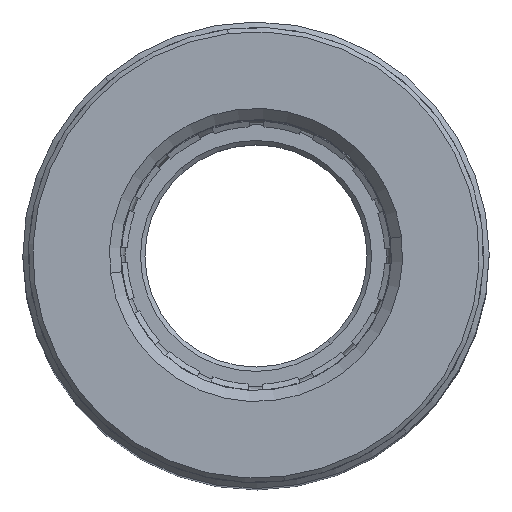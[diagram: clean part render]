
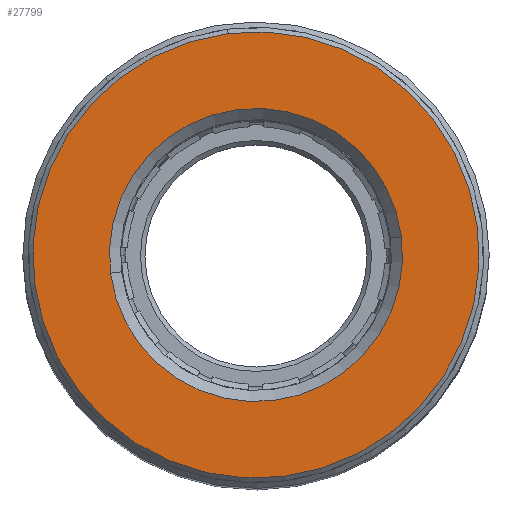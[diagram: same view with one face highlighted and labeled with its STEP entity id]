
A CAD part, top view. The second image highlights one B-rep face of the part: STEP entity #27799.
In plain terms, the highlighted planar face has unit normal (0, 0, 1).
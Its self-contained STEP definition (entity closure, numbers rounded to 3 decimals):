
#794 = EDGE_LOOP ( 'NONE', ( #40931, #33616 ) ) ;
#902 = DIRECTION ( 'NONE',  ( 0., 0., 1. ) ) ;
#3660 = AXIS2_PLACEMENT_3D ( 'NONE', #5755, #28422, #8974 ) ;
#5081 = CARTESIAN_POINT ( 'NONE',  ( 9.145, 11.832, 26.396 ) ) ;
#5692 = PLANE ( 'NONE',  #29334 ) ;
#5755 = CARTESIAN_POINT ( 'NONE',  ( 9.145, 11.832, 26.396 ) ) ;
#7963 = FACE_BOUND ( 'NONE', #40813, .T. ) ;
#8320 = DIRECTION ( 'NONE',  ( 0.124, -0.992, 0. ) ) ;
#8974 = DIRECTION ( 'NONE',  ( 0.992, 0.124, 0. ) ) ;
#9046 = DIRECTION ( 'NONE',  ( 0., 0., 1. ) ) ;
#9241 = CIRCLE ( 'NONE', #34132, 10.05 ) ;
#11873 = EDGE_CURVE ( 'NONE', #36092, #24163, #29488, .T. ) ;
#13821 = CARTESIAN_POINT ( 'NONE',  ( 9.145, 11.832, 26.396 ) ) ;
#16554 = FACE_OUTER_BOUND ( 'NONE', #794, .T. ) ;
#17068 = DIRECTION ( 'NONE',  ( 0.992, 0.124, 0. ) ) ;
#18106 = ORIENTED_EDGE ( 'NONE', *, *, #29649, .T. ) ;
#19481 = VERTEX_POINT ( 'NONE', #24301 ) ;
#20335 = CARTESIAN_POINT ( 'NONE',  ( 9.145, 11.832, 26.396 ) ) ;
#20585 = CARTESIAN_POINT ( 'NONE',  ( 2.596, 11.011, 26.396 ) ) ;
#22038 = VERTEX_POINT ( 'NONE', #40036 ) ;
#23612 = DIRECTION ( 'NONE',  ( 0.124, -0.992, 0. ) ) ;
#24163 = VERTEX_POINT ( 'NONE', #20585 ) ;
#24264 = CARTESIAN_POINT ( 'NONE',  ( 15.694, 12.652, 26.396 ) ) ;
#24301 = CARTESIAN_POINT ( 'NONE',  ( 10.395, 1.86, 26.396 ) ) ;
#24720 = ORIENTED_EDGE ( 'NONE', *, *, #11873, .T. ) ;
#27734 = DIRECTION ( 'NONE',  ( 0., 0., 1. ) ) ;
#27799 = ADVANCED_FACE ( 'NONE', ( #7963, #16554 ), #5692, .T. ) ;
#27977 = CIRCLE ( 'NONE', #3660, 6.6 ) ;
#28069 = CIRCLE ( 'NONE', #37600, 10.05 ) ;
#28422 = DIRECTION ( 'NONE',  ( 0., 0., -1. ) ) ;
#28505 = CARTESIAN_POINT ( 'NONE',  ( 9.145, 11.832, 26.396 ) ) ;
#29334 = AXIS2_PLACEMENT_3D ( 'NONE', #28505, #9046, #31777 ) ;
#29488 = CIRCLE ( 'NONE', #30126, 6.6 ) ;
#29649 = EDGE_CURVE ( 'NONE', #24163, #36092, #27977, .T. ) ;
#30126 = AXIS2_PLACEMENT_3D ( 'NONE', #13821, #36513, #17068 ) ;
#31777 = DIRECTION ( 'NONE',  ( -0.124, 0.992, 0. ) ) ;
#32338 = EDGE_CURVE ( 'NONE', #22038, #19481, #9241, .T. ) ;
#33616 = ORIENTED_EDGE ( 'NONE', *, *, #32338, .T. ) ;
#34132 = AXIS2_PLACEMENT_3D ( 'NONE', #20335, #902, #23612 ) ;
#36092 = VERTEX_POINT ( 'NONE', #24264 ) ;
#36513 = DIRECTION ( 'NONE',  ( 0., 0., -1. ) ) ;
#37600 = AXIS2_PLACEMENT_3D ( 'NONE', #5081, #27734, #8320 ) ;
#39784 = EDGE_CURVE ( 'NONE', #19481, #22038, #28069, .T. ) ;
#40036 = CARTESIAN_POINT ( 'NONE',  ( 7.895, 21.804, 26.396 ) ) ;
#40813 = EDGE_LOOP ( 'NONE', ( #24720, #18106 ) ) ;
#40931 = ORIENTED_EDGE ( 'NONE', *, *, #39784, .T. ) ;
